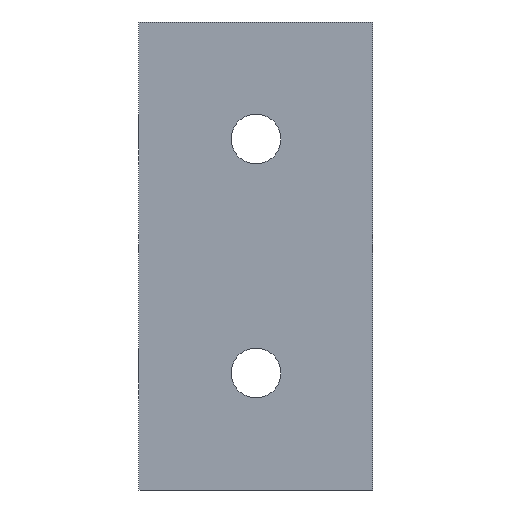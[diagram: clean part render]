
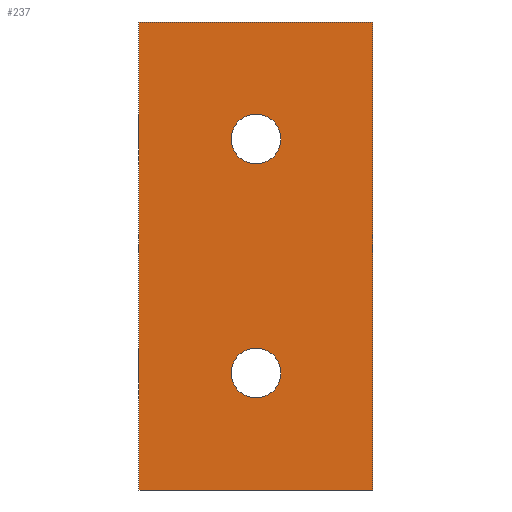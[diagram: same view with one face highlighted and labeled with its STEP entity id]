
A CAD part, front view. The second image highlights one B-rep face of the part: STEP entity #237.
In plain terms, the highlighted planar face has unit normal (0, -1, 0).
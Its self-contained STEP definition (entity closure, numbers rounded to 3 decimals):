
#18=LINE('',#356,#36);
#27=LINE('',#374,#45);
#28=LINE('',#377,#46);
#29=LINE('',#378,#47);
#36=VECTOR('',#296,40.);
#45=VECTOR('',#313,80.);
#46=VECTOR('',#316,40.);
#47=VECTOR('',#317,80.);
#54=PLANE('',#260);
#67=FACE_BOUND('',#98,.T.);
#68=FACE_BOUND('',#99,.T.);
#69=FACE_BOUND('',#100,.T.);
#98=EDGE_LOOP('',(#193));
#99=EDGE_LOOP('',(#194));
#100=EDGE_LOOP('',(#195,#196,#197,#198));
#106=CIRCLE('',#245,4.25);
#108=CIRCLE('',#248,4.25);
#114=VERTEX_POINT('',#327);
#116=VERTEX_POINT('',#332);
#121=VERTEX_POINT('',#345);
#126=VERTEX_POINT('',#354);
#131=VERTEX_POINT('',#372);
#132=VERTEX_POINT('',#376);
#134=EDGE_CURVE('',#114,#114,#106,.T.);
#136=EDGE_CURVE('',#116,#116,#108,.T.);
#146=EDGE_CURVE('',#126,#121,#18,.T.);
#155=EDGE_CURVE('',#131,#126,#27,.T.);
#156=EDGE_CURVE('',#132,#131,#28,.T.);
#157=EDGE_CURVE('',#121,#132,#29,.T.);
#193=ORIENTED_EDGE('',*,*,#134,.T.);
#194=ORIENTED_EDGE('',*,*,#136,.T.);
#195=ORIENTED_EDGE('',*,*,#155,.F.);
#196=ORIENTED_EDGE('',*,*,#156,.F.);
#197=ORIENTED_EDGE('',*,*,#157,.F.);
#198=ORIENTED_EDGE('',*,*,#146,.F.);
#237=ADVANCED_FACE('',(#67,#68,#69),#54,.T.);
#245=AXIS2_PLACEMENT_3D('',#328,#269,#270);
#248=AXIS2_PLACEMENT_3D('',#333,#275,#276);
#260=AXIS2_PLACEMENT_3D('',#375,#314,#315);
#269=DIRECTION('center_axis',(0.,1.,0.));
#270=DIRECTION('ref_axis',(1.,0.,0.));
#275=DIRECTION('center_axis',(0.,1.,0.));
#276=DIRECTION('ref_axis',(1.,0.,0.));
#296=DIRECTION('',(-1.,0.,0.));
#313=DIRECTION('',(0.,0.,-1.));
#314=DIRECTION('center_axis',(0.,-1.,0.));
#315=DIRECTION('ref_axis',(1.,0.,0.));
#316=DIRECTION('',(1.,0.,0.));
#317=DIRECTION('',(0.,0.,1.));
#327=CARTESIAN_POINT('',(24.25,0.,20.));
#328=CARTESIAN_POINT('Origin',(20.,0.,20.));
#332=CARTESIAN_POINT('',(24.25,0.,-20.));
#333=CARTESIAN_POINT('Origin',(20.,0.,-20.));
#345=CARTESIAN_POINT('',(0.,0.,-40.));
#354=CARTESIAN_POINT('',(40.,0.,-40.));
#356=CARTESIAN_POINT('',(40.,0.,-40.));
#372=CARTESIAN_POINT('',(40.,0.,40.));
#374=CARTESIAN_POINT('',(40.,0.,0.));
#375=CARTESIAN_POINT('Origin',(0.,0.,0.));
#376=CARTESIAN_POINT('',(0.,0.,40.));
#377=CARTESIAN_POINT('',(40.,0.,40.));
#378=CARTESIAN_POINT('',(0.,0.,0.));
